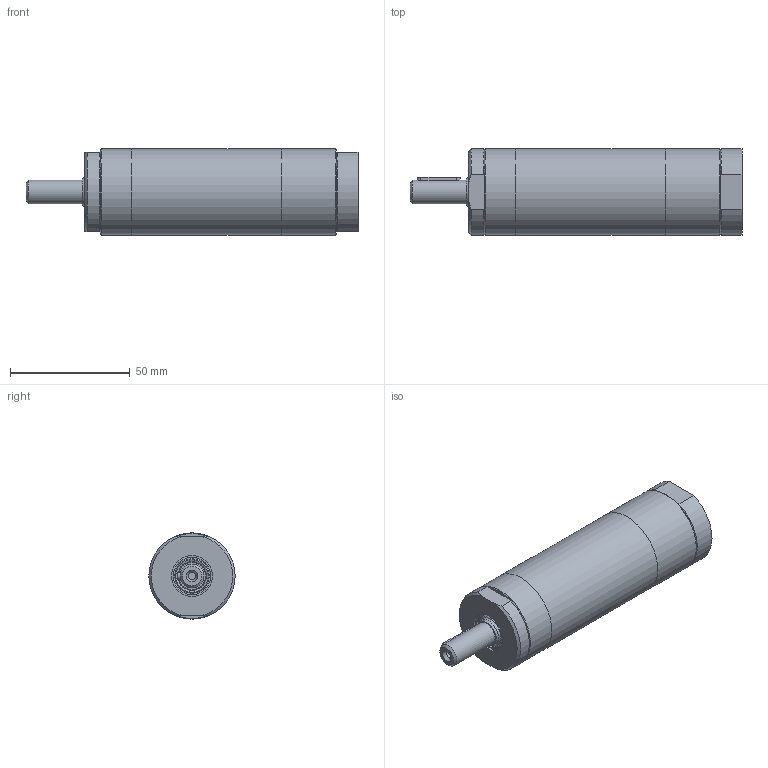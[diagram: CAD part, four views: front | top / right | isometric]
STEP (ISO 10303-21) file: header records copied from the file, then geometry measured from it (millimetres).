
FILE_DESCRIPTION(/* description */ (''),/* implementation_level */ '2;1');
FILE_NAME(/* name */ 'MUD 16-1050_29945037.stp',/* time_stamp */ '2018-11-12T15:11:03+01:00',/* author */ ('flambert'),/* organization */ (''),/* preprocessor_version */ 'ST-DEVELOPER v17',/* originating_system */ 'Autodesk Inventor 2018',/* authorisation */ '');
FILE_SCHEMA (('AUTOMOTIVE_DESIGN { 1 0 10303 214 3 1 1 }'));
Length unit declared in the file: millimetre
Products named in the file (1): MUD 16-1050_29945037
Bounding box: 138.5 x 36 x 36 mm (x, y, z)
Volume: 115066.9 mm3; surface area: 16981.5 mm2
Topology: 1 solids, 1 shells, 122 faces, 317 edges, 211 vertices
Faces by surface type: plane 79, cone 18, cylinder 17, bspline 7, torus 1
Full cylindrical faces by diameter (mm): 3.242 x1, 8.566 x2, 10 x1, 11.445 x1, 11.95 x1, 15.5 x1, 17 x1, 36 x3
Entity records: 3986 total; most frequent: CARTESIAN_POINT 823, ORIENTED_EDGE 632, DIRECTION 591, EDGE_CURVE 316, LINE 213, VECTOR 213, VERTEX_POINT 211, AXIS2_PLACEMENT_3D 189
